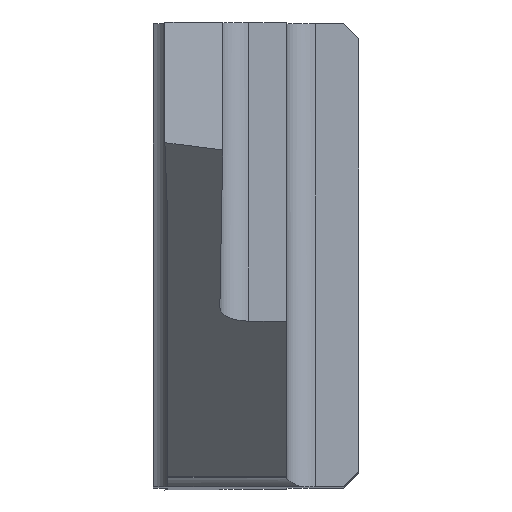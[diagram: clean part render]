
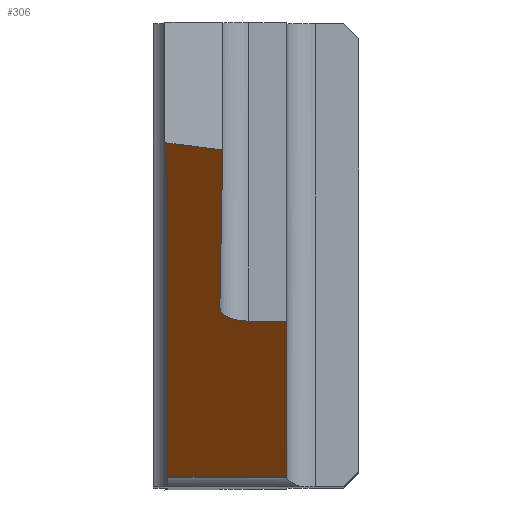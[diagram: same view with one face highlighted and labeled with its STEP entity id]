
A CAD part, top view. The second image highlights one B-rep face of the part: STEP entity #306.
In plain terms, the highlighted planar face has unit normal (0, -0.904, 0.427).
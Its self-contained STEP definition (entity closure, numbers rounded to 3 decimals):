
#12 = LINE ( 'NONE', #280, #1025 ) ;
#16 = ORIENTED_EDGE ( 'NONE', *, *, #548, .F. ) ;
#19 = VECTOR ( 'NONE', #1130, 1000. ) ;
#58 = LINE ( 'NONE', #790, #437 ) ;
#96 = CARTESIAN_POINT ( 'NONE',  ( -1.95, -1.157, 18.75 ) ) ;
#124 = CARTESIAN_POINT ( 'NONE',  ( -1.95, -1.157, 18.75 ) ) ;
#126 = CARTESIAN_POINT ( 'NONE',  ( -2.245, -1.157, 18.75 ) ) ;
#130 = CARTESIAN_POINT ( 'NONE',  ( -2.453, -1.058, 18.959 ) ) ;
#131 = CARTESIAN_POINT ( 'NONE',  ( -2.45, -0.919, 19.254 ) ) ;
#170 = DIRECTION ( 'NONE',  ( 0., -0.427, -0.904 ) ) ;
#226 = VECTOR ( 'NONE', #1273, 1000. ) ;
#249 = CARTESIAN_POINT ( 'NONE',  ( -2.45, -0.919, 19.254 ) ) ;
#280 = CARTESIAN_POINT ( 'NONE',  ( -1.3, 2.018, 25.468 ) ) ;
#306 = ADVANCED_FACE ( 'NONE', ( #798 ), #374, .T. ) ;
#313 = DIRECTION ( 'NONE',  ( 0., -0.427, -0.904 ) ) ;
#327 = CARTESIAN_POINT ( 'NONE',  ( 0., -1.157, 18.75 ) ) ;
#340 = DIRECTION ( 'NONE',  ( 0.959, -0.121, -0.257 ) ) ;
#347 = VERTEX_POINT ( 'NONE', #1099 ) ;
#358 = CARTESIAN_POINT ( 'NONE',  ( -0.34, 1.528, 24.43 ) ) ;
#374 = PLANE ( 'NONE',  #467 ) ;
#436 = CARTESIAN_POINT ( 'NONE',  ( -1.3, -3.834, 13.088 ) ) ;
#437 = VECTOR ( 'NONE', #732, 1000. ) ;
#467 = AXIS2_PLACEMENT_3D ( 'NONE', #1075, #718, #170 ) ;
#483 = CARTESIAN_POINT ( 'NONE',  ( -1.3, -1.157, 18.75 ) ) ;
#510 =( BOUNDED_CURVE ( )  B_SPLINE_CURVE ( 3, ( #131, #130, #126, #124 ),
 .UNSPECIFIED., .F., .F. ) 
 B_SPLINE_CURVE_WITH_KNOTS ( ( 4, 4 ),
 ( 1.562, 3.142 ),
 .UNSPECIFIED. ) 
 CURVE ( )  GEOMETRIC_REPRESENTATION_ITEM ( )  RATIONAL_B_SPLINE_CURVE ( ( 1., 0.803, 0.803, 1. ) ) 
 REPRESENTATION_ITEM ( '' )  );
#548 = EDGE_CURVE ( 'NONE', #347, #1059, #844, .T. ) ;
#549 = CARTESIAN_POINT ( 'NONE',  ( -2.396, 2.026, 25.485 ) ) ;
#554 = DIRECTION ( 'NONE',  ( -0.008, -0.427, -0.904 ) ) ;
#570 = CARTESIAN_POINT ( 'NONE',  ( -3.4, 1.915, 25.25 ) ) ;
#571 = VERTEX_POINT ( 'NONE', #570 ) ;
#572 = CARTESIAN_POINT ( 'NONE',  ( -3.348, 0.497, 22.25 ) ) ;
#574 = EDGE_CURVE ( 'NONE', #1041, #598, #792, .T. ) ;
#585 = CARTESIAN_POINT ( 'NONE',  ( -2.4, 1.788, 24.982 ) ) ;
#595 = LINE ( 'NONE', #327, #19 ) ;
#598 = VERTEX_POINT ( 'NONE', #249 ) ;
#615 = EDGE_CURVE ( 'NONE', #1283, #1108, #595, .T. ) ;
#656 = EDGE_CURVE ( 'NONE', #1158, #347, #749, .T. ) ;
#695 = EDGE_LOOP ( 'NONE', ( #737, #1195, #1107, #1052, #866, #1289, #816, #16 ) ) ;
#718 = DIRECTION ( 'NONE',  ( 0., -0.904, 0.427 ) ) ;
#732 = DIRECTION ( 'NONE',  ( -0.016, 0.427, 0.904 ) ) ;
#737 = ORIENTED_EDGE ( 'NONE', *, *, #656, .F. ) ;
#740 = VECTOR ( 'NONE', #554, 1000. ) ;
#749 = LINE ( 'NONE', #1228, #226 ) ;
#790 = CARTESIAN_POINT ( 'NONE',  ( -3.403, 1.995, 25.419 ) ) ;
#792 = LINE ( 'NONE', #549, #740 ) ;
#798 = FACE_OUTER_BOUND ( 'NONE', #695, .T. ) ;
#816 = ORIENTED_EDGE ( 'NONE', *, *, #912, .F. ) ;
#844 = LINE ( 'NONE', #895, #1181 ) ;
#866 = ORIENTED_EDGE ( 'NONE', *, *, #574, .F. ) ;
#887 = DIRECTION ( 'NONE',  ( 0., 0.427, 0.904 ) ) ;
#895 = CARTESIAN_POINT ( 'NONE',  ( -3.348, 2.018, 25.468 ) ) ;
#912 = EDGE_CURVE ( 'NONE', #1059, #571, #58, .T. ) ;
#990 = LINE ( 'NONE', #358, #1101 ) ;
#1025 = VECTOR ( 'NONE', #313, 1000. ) ;
#1041 = VERTEX_POINT ( 'NONE', #585 ) ;
#1052 = ORIENTED_EDGE ( 'NONE', *, *, #1270, .F. ) ;
#1059 = VERTEX_POINT ( 'NONE', #572 ) ;
#1075 = CARTESIAN_POINT ( 'NONE',  ( 0., 2.018, 25.468 ) ) ;
#1099 = CARTESIAN_POINT ( 'NONE',  ( -3.348, -3.834, 13.088 ) ) ;
#1101 = VECTOR ( 'NONE', #340, 1000. ) ;
#1107 = ORIENTED_EDGE ( 'NONE', *, *, #615, .F. ) ;
#1108 = VERTEX_POINT ( 'NONE', #483 ) ;
#1130 = DIRECTION ( 'NONE',  ( 1., 0., 0. ) ) ;
#1158 = VERTEX_POINT ( 'NONE', #436 ) ;
#1181 = VECTOR ( 'NONE', #887, 1000. ) ;
#1195 = ORIENTED_EDGE ( 'NONE', *, *, #1221, .F. ) ;
#1201 = EDGE_CURVE ( 'NONE', #571, #1041, #990, .T. ) ;
#1221 = EDGE_CURVE ( 'NONE', #1108, #1158, #12, .T. ) ;
#1228 = CARTESIAN_POINT ( 'NONE',  ( 0., -3.834, 13.088 ) ) ;
#1270 = EDGE_CURVE ( 'NONE', #598, #1283, #510, .T. ) ;
#1273 = DIRECTION ( 'NONE',  ( -1., 0., 0. ) ) ;
#1283 = VERTEX_POINT ( 'NONE', #96 ) ;
#1289 = ORIENTED_EDGE ( 'NONE', *, *, #1201, .F. ) ;
